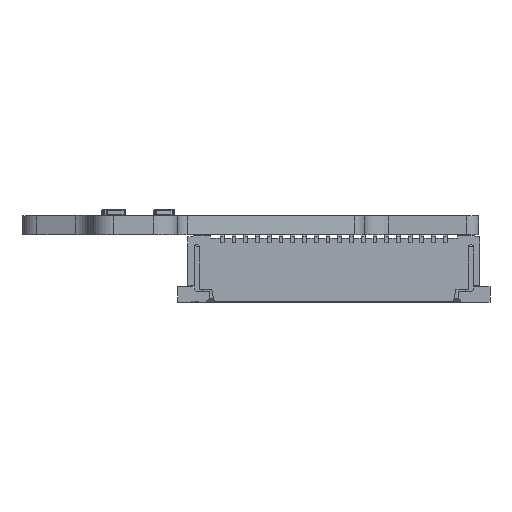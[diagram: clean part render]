
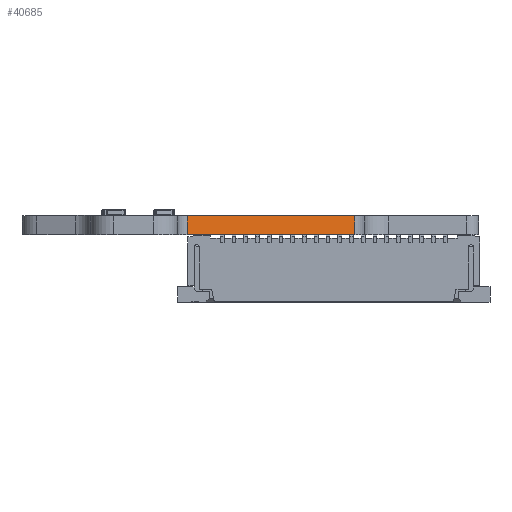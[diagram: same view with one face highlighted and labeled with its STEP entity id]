
A CAD part, front view. The second image highlights one B-rep face of the part: STEP entity #40685.
In plain terms, the highlighted planar face has unit normal (0.574, -0.819, 0).
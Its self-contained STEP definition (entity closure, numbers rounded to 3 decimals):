
#40658 = VERTEX_POINT('',#40659);
#40659 = CARTESIAN_POINT('',(218.651,-64.447,1.6));
#40666 = EDGE_CURVE('',#40667,#40658,#40669,.T.);
#40667 = VERTEX_POINT('',#40668);
#40668 = CARTESIAN_POINT('',(218.651,-64.447,0.));
#40669 = LINE('',#40670,#40671);
#40670 = CARTESIAN_POINT('',(218.651,-64.447,0.));
#40671 = VECTOR('',#40672,1.);
#40672 = DIRECTION('',(0.,0.,1.));
#40685 = ADVANCED_FACE('',(#40686),#40711,.T.);
#40686 = FACE_BOUND('',#40687,.T.);
#40687 = EDGE_LOOP('',(#40688,#40689,#40697,#40705));
#40688 = ORIENTED_EDGE('',*,*,#40666,.T.);
#40689 = ORIENTED_EDGE('',*,*,#40690,.T.);
#40690 = EDGE_CURVE('',#40658,#40691,#40693,.T.);
#40691 = VERTEX_POINT('',#40692);
#40692 = CARTESIAN_POINT('',(204.383,-74.438,1.6));
#40693 = LINE('',#40694,#40695);
#40694 = CARTESIAN_POINT('',(218.651,-64.447,1.6));
#40695 = VECTOR('',#40696,1.);
#40696 = DIRECTION('',(-0.819,-0.574,0.));
#40697 = ORIENTED_EDGE('',*,*,#40698,.F.);
#40698 = EDGE_CURVE('',#40699,#40691,#40701,.T.);
#40699 = VERTEX_POINT('',#40700);
#40700 = CARTESIAN_POINT('',(204.383,-74.438,0.));
#40701 = LINE('',#40702,#40703);
#40702 = CARTESIAN_POINT('',(204.383,-74.438,0.));
#40703 = VECTOR('',#40704,1.);
#40704 = DIRECTION('',(0.,0.,1.));
#40705 = ORIENTED_EDGE('',*,*,#40706,.F.);
#40706 = EDGE_CURVE('',#40667,#40699,#40707,.T.);
#40707 = LINE('',#40708,#40709);
#40708 = CARTESIAN_POINT('',(218.651,-64.447,0.));
#40709 = VECTOR('',#40710,1.);
#40710 = DIRECTION('',(-0.819,-0.574,0.));
#40711 = PLANE('',#40712);
#40712 = AXIS2_PLACEMENT_3D('',#40713,#40714,#40715);
#40713 = CARTESIAN_POINT('',(218.651,-64.447,0.));
#40714 = DIRECTION('',(0.574,-0.819,0.));
#40715 = DIRECTION('',(-0.819,-0.574,0.));
